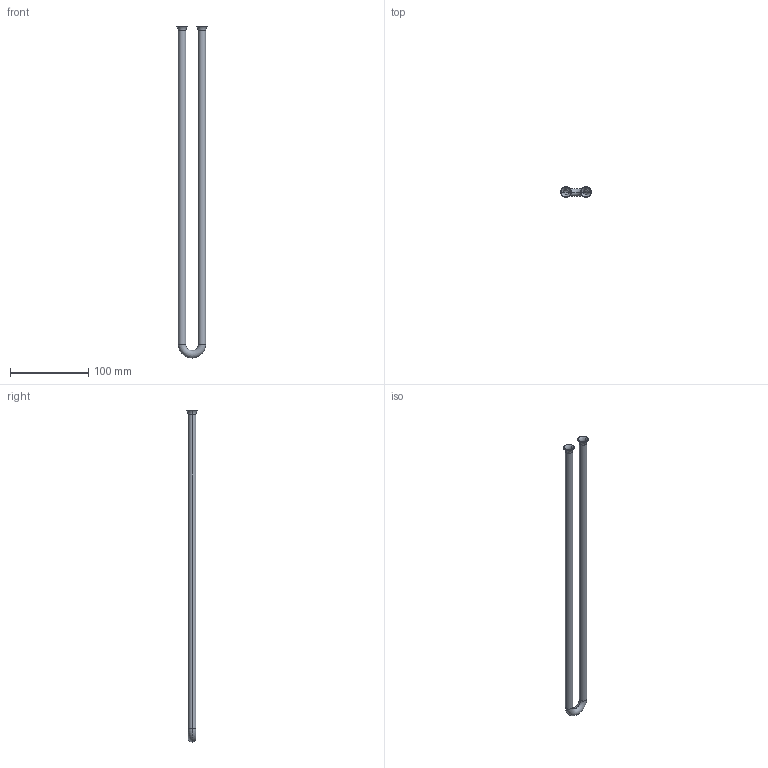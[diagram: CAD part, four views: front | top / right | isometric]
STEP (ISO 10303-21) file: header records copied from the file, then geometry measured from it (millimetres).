
FILE_DESCRIPTION(('produced by SPATIAL CORP'),'2;1');
FILE_NAME( 'evap-tube.prt.hh.sat.stp', '2002-04-19T13:36:54+00:00',('SPATIAL CORP'),('SPATIAL CORP'), 'ACIS STEP Husk','http://www.spatial.com','SPATIAL CORP');
FILE_SCHEMA(('CONFIG_CONTROL_DESIGN'));
Length unit declared in the file: millimetre
Products named in the file (1): PRODUCT_ID_1
Bounding box: 39.39 x 13.99 x 423.8 mm (x, y, z)
Volume: 23324.7 mm3; surface area: 45824.8 mm2
Topology: 1 solids, 1 shells, 26 faces, 52 edges, 28 vertices
Faces by surface type: torus 12, cylinder 8, cone 4, plane 2
Entity records: 765 total; most frequent: DIRECTION 144, CARTESIAN_POINT 106, ORIENTED_EDGE 104, AXIS2_PLACEMENT_3D 66, EDGE_CURVE 52, CIRCLE 40, VERTEX_POINT 28, EDGE_LOOP 28
